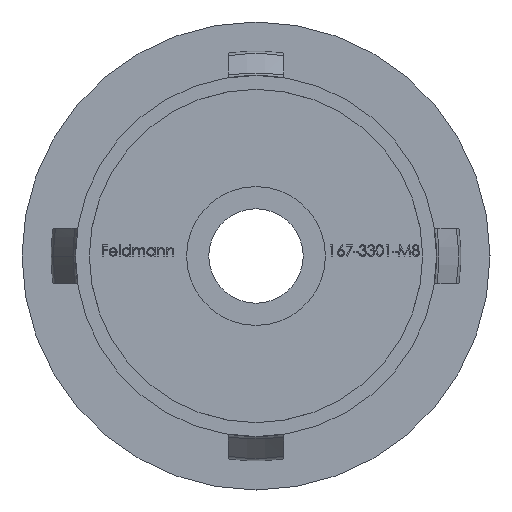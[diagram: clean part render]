
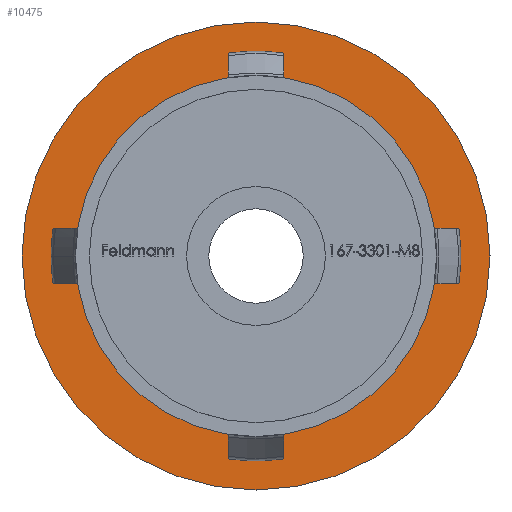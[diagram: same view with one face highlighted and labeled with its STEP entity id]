
A CAD part, front view. The second image highlights one B-rep face of the part: STEP entity #10475.
In plain terms, the highlighted planar face has unit normal (0, -1, 0).
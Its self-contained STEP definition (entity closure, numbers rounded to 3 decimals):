
#117 = PLANE ( 'NONE',  #5358 ) ;
#1480 = DIRECTION ( 'NONE',  ( 0., 1., 0. ) ) ;
#1565 = DIRECTION ( 'NONE',  ( 0., 1., 0. ) ) ;
#1617 = DIRECTION ( 'NONE',  ( -1., 0., 0. ) ) ;
#2107 = EDGE_CURVE ( 'NONE', #14602, #8928, #10751, .T. ) ;
#2451 = ORIENTED_EDGE ( 'NONE', *, *, #2107, .F. ) ;
#3172 = EDGE_LOOP ( 'NONE', ( #12696, #2451 ) ) ;
#3338 = EDGE_LOOP ( 'NONE', ( #12698, #11923 ) ) ;
#3730 = DIRECTION ( 'NONE',  ( -1., 0., 0. ) ) ;
#4122 = CARTESIAN_POINT ( 'NONE',  ( 16.85, 23.7, 0. ) ) ;
#4291 = VERTEX_POINT ( 'NONE', #10416 ) ;
#4899 = CIRCLE ( 'NONE', #13687, 13. ) ;
#4958 = FACE_BOUND ( 'NONE', #3338, .T. ) ;
#5287 = CIRCLE ( 'NONE', #5481, 13. ) ;
#5323 = DIRECTION ( 'NONE',  ( -1., 0., 0. ) ) ;
#5358 = AXIS2_PLACEMENT_3D ( 'NONE', #4122, #13450, #7975 ) ;
#5481 = AXIS2_PLACEMENT_3D ( 'NONE', #14460, #1480, #5323 ) ;
#5637 = AXIS2_PLACEMENT_3D ( 'NONE', #6248, #12655, #8796 ) ;
#6248 = CARTESIAN_POINT ( 'NONE',  ( 0., 23.7, 0. ) ) ;
#6626 = CARTESIAN_POINT ( 'NONE',  ( -13., 23.7, 0. ) ) ;
#6715 = CARTESIAN_POINT ( 'NONE',  ( 0., 23.7, 0. ) ) ;
#7975 = DIRECTION ( 'NONE',  ( -1., 0., 0. ) ) ;
#8514 = DIRECTION ( 'NONE',  ( 0., 1., 0. ) ) ;
#8796 = DIRECTION ( 'NONE',  ( -1., 0., 0. ) ) ;
#8928 = VERTEX_POINT ( 'NONE', #16602 ) ;
#10159 = EDGE_CURVE ( 'NONE', #8928, #14602, #10273, .T. ) ;
#10273 = CIRCLE ( 'NONE', #10394, 16.85 ) ;
#10394 = AXIS2_PLACEMENT_3D ( 'NONE', #12551, #8514, #3730 ) ;
#10416 = CARTESIAN_POINT ( 'NONE',  ( 13., 23.7, 0. ) ) ;
#10464 = FACE_OUTER_BOUND ( 'NONE', #3172, .T. ) ;
#10475 = ADVANCED_FACE ( 'NONE', ( #10464, #4958 ), #117, .F. ) ;
#10751 = CIRCLE ( 'NONE', #5637, 16.85 ) ;
#11923 = ORIENTED_EDGE ( 'NONE', *, *, #13567, .T. ) ;
#12021 = CARTESIAN_POINT ( 'NONE',  ( 16.85, 23.7, 0. ) ) ;
#12551 = CARTESIAN_POINT ( 'NONE',  ( 0., 23.7, 0. ) ) ;
#12655 = DIRECTION ( 'NONE',  ( 0., 1., 0. ) ) ;
#12696 = ORIENTED_EDGE ( 'NONE', *, *, #10159, .F. ) ;
#12698 = ORIENTED_EDGE ( 'NONE', *, *, #14461, .T. ) ;
#13450 = DIRECTION ( 'NONE',  ( 0., 1., 0. ) ) ;
#13567 = EDGE_CURVE ( 'NONE', #4291, #14399, #4899, .T. ) ;
#13687 = AXIS2_PLACEMENT_3D ( 'NONE', #6715, #1565, #1617 ) ;
#14399 = VERTEX_POINT ( 'NONE', #6626 ) ;
#14460 = CARTESIAN_POINT ( 'NONE',  ( 0., 23.7, 0. ) ) ;
#14461 = EDGE_CURVE ( 'NONE', #14399, #4291, #5287, .T. ) ;
#14602 = VERTEX_POINT ( 'NONE', #12021 ) ;
#16602 = CARTESIAN_POINT ( 'NONE',  ( -16.85, 23.7, 0. ) ) ;
